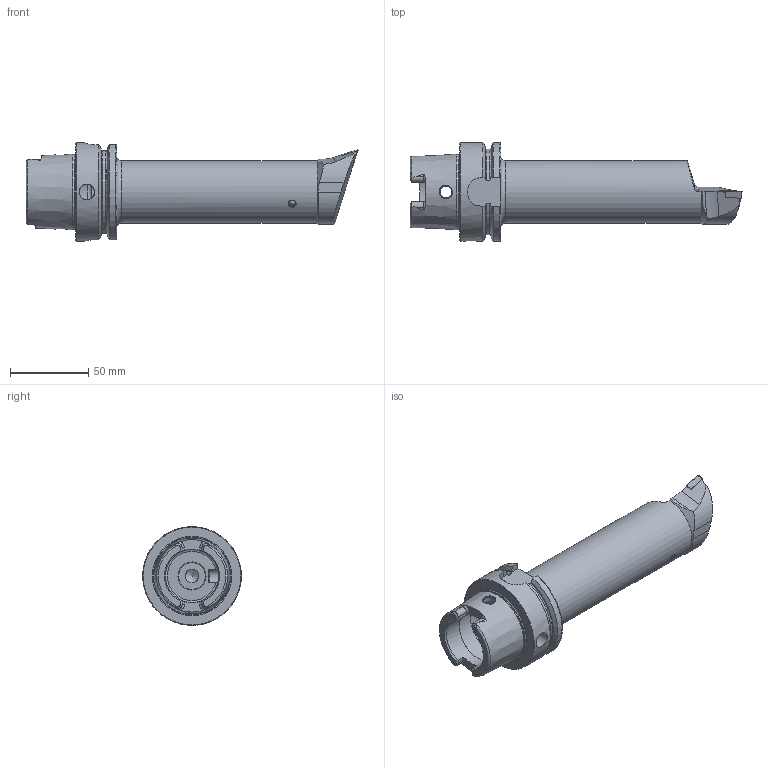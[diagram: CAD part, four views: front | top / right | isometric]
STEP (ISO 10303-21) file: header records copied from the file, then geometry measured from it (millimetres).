
FILE_DESCRIPTION (( 'STEP AP214' ), '1' );
FILE_NAME ('HA6.BDB.LQC.180.STEP', '2021-07-07T13:35:17', ( '' ), ( '' ), 'SwSTEP 2.0', 'SolidWorks 2017', '' );
FILE_SCHEMA (( 'AUTOMOTIVE_DESIGN' ));
Length unit declared in the file: millimetre
Products named in the file (5): KVT_MB_600_050; HA6.BDB.LQC.180; DCMT11T304; HA6-BDB.LQC.180_B; WCB-ER2.001.009_A
Assembly tree (4 placements, depth 2):
  HA6.BDB.LQC.180
    HA6-BDB.LQC.180_B
    DCMT11T304
    WCB-ER2.001.009_A
    KVT_MB_600_050
Bounding box: 211.9 x 63 x 63 mm (x, y, z)
Volume: 244643.5 mm3; surface area: 44734 mm2
Topology: 5 solids, 5 shells, 235 faces, 609 edges, 381 vertices
Faces by surface type: plane 79, cylinder 61, cone 52, torus 23, bspline 18, sphere 2
Full cylindrical faces by diameter (mm): 3.3 x1, 4 x2, 4.2 x3, 4.4 x1, 5 x3, 5.25 x1, 6.1 x1, 7.5 x2, 8.4 x1, 10 x1, 17 x1, 19 x1, 34 x2, 40 x2, 47.941 x1, 63 x1
Entity records: 9760 total; most frequent: CARTESIAN_POINT 3604, ORIENTED_EDGE 1050, DIRECTION 948, EDGE_CURVE 525, AXIS2_PLACEMENT_3D 385, VERTEX_POINT 360, EDGE_LOOP 305, FACE_OUTER_BOUND 268
